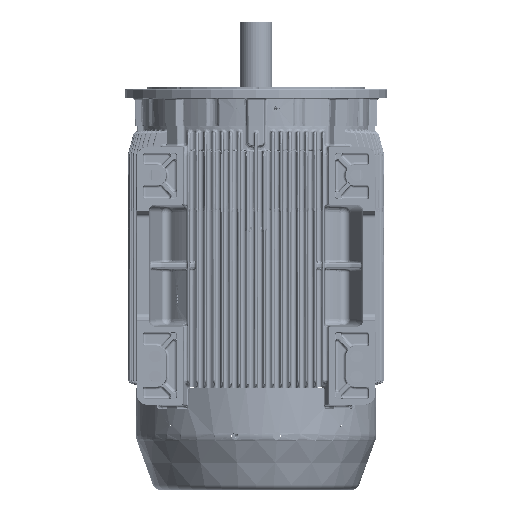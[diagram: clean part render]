
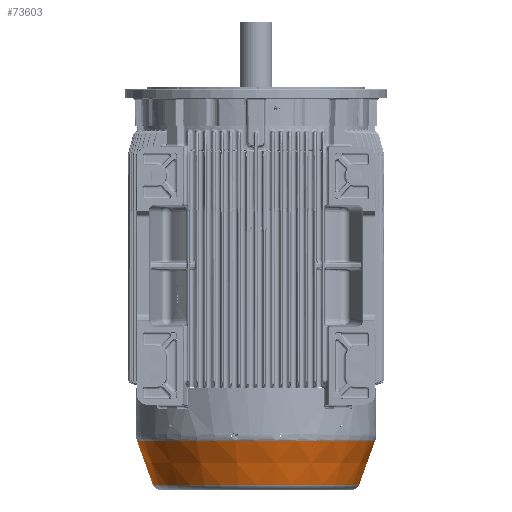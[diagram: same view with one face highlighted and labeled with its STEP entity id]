
A CAD part, front view. The second image highlights one B-rep face of the part: STEP entity #73603.
In plain terms, the highlighted conical face has half-angle 20 degrees and reference radius 259.882 mm.
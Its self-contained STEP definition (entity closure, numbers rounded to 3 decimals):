
#68502=CONICAL_SURFACE('',#181392,259.882,20.);
#73603=ADVANCED_FACE('',(#79569,#79570),#68502,.T.);
#79569=FACE_BOUND('',#85688,.T.);
#79570=FACE_BOUND('',#85689,.T.);
#85688=EDGE_LOOP('',(#109071));
#85689=EDGE_LOOP('',(#109072));
#109071=ORIENTED_EDGE('',*,*,#157963,.T.);
#109072=ORIENTED_EDGE('',*,*,#157961,.F.);
#136798=VERTEX_POINT('',#282355);
#136800=VERTEX_POINT('',#282360);
#157961=EDGE_CURVE('',#136798,#136798,#174242,.T.);
#157963=EDGE_CURVE('',#136800,#136800,#174244,.T.);
#174242=CIRCLE('',#181388,259.882);
#174244=CIRCLE('',#181391,300.485);
#181388=AXIS2_PLACEMENT_3D('',#282354,#200956,#200957);
#181391=AXIS2_PLACEMENT_3D('',#282359,#200962,#200963);
#181392=AXIS2_PLACEMENT_3D('',#282361,#200964,#200965);
#200956=DIRECTION('',(0.,0.,-1.));
#200957=DIRECTION('',(-1.,0.,0.));
#200962=DIRECTION('',(0.,0.,-1.));
#200963=DIRECTION('',(-1.,0.,0.));
#200964=DIRECTION('',(0.,0.,1.));
#200965=DIRECTION('',(1.,0.,0.));
#282354=CARTESIAN_POINT('',(0.,0.,-996.84));
#282355=CARTESIAN_POINT('',(-259.882,0.,-996.84));
#282359=CARTESIAN_POINT('',(0.,0.,-885.285));
#282360=CARTESIAN_POINT('',(-300.485,0.,-885.285));
#282361=CARTESIAN_POINT('',(0.,0.,-996.84));
